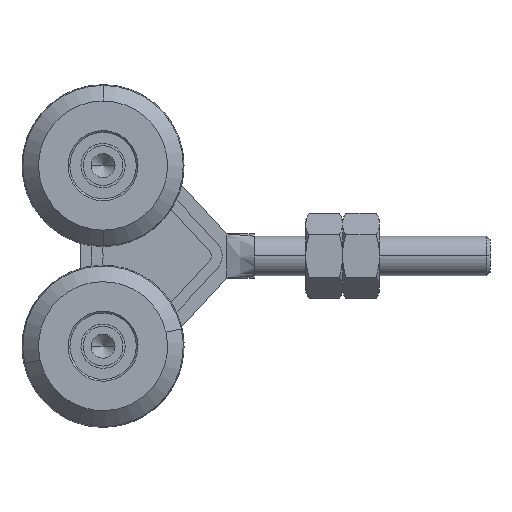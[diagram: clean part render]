
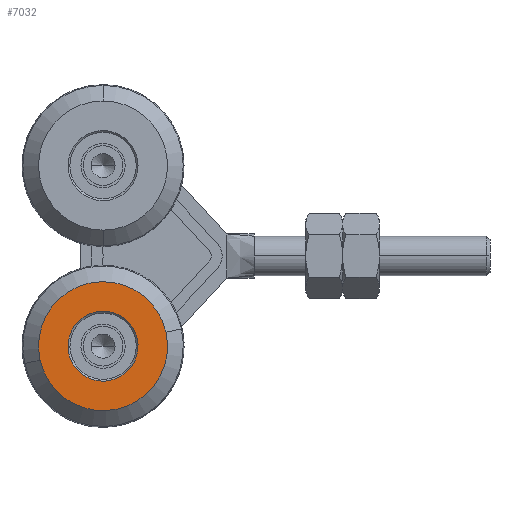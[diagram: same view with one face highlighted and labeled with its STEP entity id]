
A CAD part, top view. The second image highlights one B-rep face of the part: STEP entity #7032.
In plain terms, the highlighted planar face has unit normal (0, 0, 1).
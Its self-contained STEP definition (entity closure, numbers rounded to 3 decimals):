
#216 = DIRECTION ( 'NONE',  ( 0.976, 0.217, 0. ) ) ;
#260 = VERTEX_POINT ( 'NONE', #6108 ) ;
#264 = DIRECTION ( 'NONE',  ( -0.976, -0.217, 0. ) ) ;
#371 = CIRCLE ( 'NONE', #5668, 17.5 ) ;
#625 = EDGE_LOOP ( 'NONE', ( #719, #7868 ) ) ;
#629 = PLANE ( 'NONE',  #3878 ) ;
#719 = ORIENTED_EDGE ( 'NONE', *, *, #2807, .T. ) ;
#1039 = DIRECTION ( 'NONE',  ( 0., 0., 1. ) ) ;
#1467 = VERTEX_POINT ( 'NONE', #2118 ) ;
#2118 = CARTESIAN_POINT ( 'NONE',  ( -17.084, -28.294, 17.55 ) ) ;
#2299 = CIRCLE ( 'NONE', #7878, 9.5 ) ;
#2394 = CARTESIAN_POINT ( 'NONE',  ( 0., -24.5, 17.55 ) ) ;
#2807 = EDGE_CURVE ( 'NONE', #4626, #8944, #3251, .T. ) ;
#2818 = EDGE_CURVE ( 'NONE', #1467, #260, #371, .T. ) ;
#3251 = CIRCLE ( 'NONE', #7324, 9.5 ) ;
#3525 = FACE_BOUND ( 'NONE', #625, .T. ) ;
#3614 = CIRCLE ( 'NONE', #8760, 17.5 ) ;
#3878 = AXIS2_PLACEMENT_3D ( 'NONE', #8573, #5698, #7722 ) ;
#3911 = DIRECTION ( 'NONE',  ( 0., 0., 1. ) ) ;
#4626 = VERTEX_POINT ( 'NONE', #4753 ) ;
#4753 = CARTESIAN_POINT ( 'NONE',  ( -9.274, -26.56, 17.55 ) ) ;
#5030 = ORIENTED_EDGE ( 'NONE', *, *, #7842, .T. ) ;
#5260 = CARTESIAN_POINT ( 'NONE',  ( 0., -24.5, 17.55 ) ) ;
#5278 = DIRECTION ( 'NONE',  ( 0., 0., -1. ) ) ;
#5442 = DIRECTION ( 'NONE',  ( -0.976, -0.217, 0. ) ) ;
#5668 = AXIS2_PLACEMENT_3D ( 'NONE', #6746, #3911, #264 ) ;
#5698 = DIRECTION ( 'NONE',  ( 0., 0., -1. ) ) ;
#5772 = ORIENTED_EDGE ( 'NONE', *, *, #2818, .T. ) ;
#6108 = CARTESIAN_POINT ( 'NONE',  ( 17.084, -20.706, 17.55 ) ) ;
#6230 = EDGE_LOOP ( 'NONE', ( #5030, #5772 ) ) ;
#6692 = CARTESIAN_POINT ( 'NONE',  ( 0., -24.5, 17.55 ) ) ;
#6746 = CARTESIAN_POINT ( 'NONE',  ( 0., -24.5, 17.55 ) ) ;
#6821 = EDGE_CURVE ( 'NONE', #8944, #4626, #2299, .T. ) ;
#7032 = ADVANCED_FACE ( 'NONE', ( #7107, #3525 ), #629, .F. ) ;
#7107 = FACE_OUTER_BOUND ( 'NONE', #6230, .T. ) ;
#7324 = AXIS2_PLACEMENT_3D ( 'NONE', #2394, #5278, #8167 ) ;
#7447 = DIRECTION ( 'NONE',  ( 0., 0., -1. ) ) ;
#7722 = DIRECTION ( 'NONE',  ( 0.217, -0.976, 0. ) ) ;
#7842 = EDGE_CURVE ( 'NONE', #260, #1467, #3614, .T. ) ;
#7868 = ORIENTED_EDGE ( 'NONE', *, *, #6821, .T. ) ;
#7878 = AXIS2_PLACEMENT_3D ( 'NONE', #6692, #7447, #216 ) ;
#8167 = DIRECTION ( 'NONE',  ( 0.976, 0.217, 0. ) ) ;
#8573 = CARTESIAN_POINT ( 'NONE',  ( -3.794, -7.416, 17.55 ) ) ;
#8760 = AXIS2_PLACEMENT_3D ( 'NONE', #5260, #1039, #5442 ) ;
#8944 = VERTEX_POINT ( 'NONE', #9136 ) ;
#9136 = CARTESIAN_POINT ( 'NONE',  ( 9.274, -22.44, 17.55 ) ) ;
